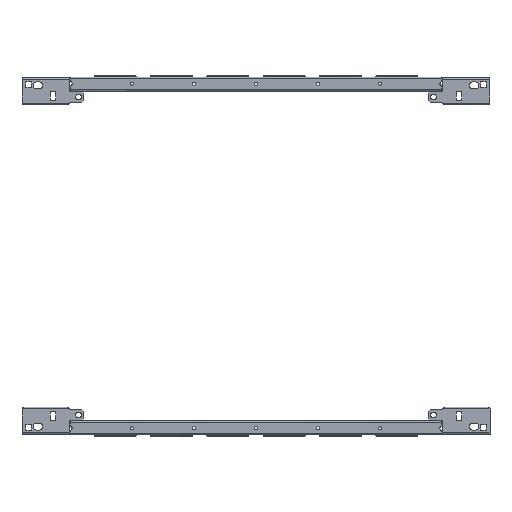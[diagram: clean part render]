
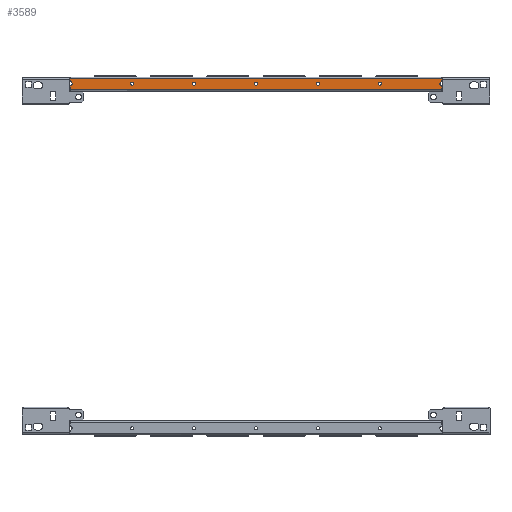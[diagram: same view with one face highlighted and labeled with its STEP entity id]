
A CAD part, front view. The second image highlights one B-rep face of the part: STEP entity #3589.
In plain terms, the highlighted planar face has unit normal (0, -1, 0).
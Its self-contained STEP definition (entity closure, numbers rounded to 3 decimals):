
#1466=FACE_BOUND('',#6631,.T.);
#1467=FACE_BOUND('',#6632,.T.);
#1468=FACE_BOUND('',#6633,.T.);
#1469=FACE_BOUND('',#6634,.T.);
#1470=FACE_BOUND('',#6635,.T.);
#1471=FACE_BOUND('',#6636,.T.);
#2427=CIRCLE('',#24074,3.5);
#2429=CIRCLE('',#24077,3.5);
#2431=CIRCLE('',#24080,3.5);
#2433=CIRCLE('',#24083,3.5);
#2435=CIRCLE('',#24086,3.5);
#2439=CIRCLE('',#24107,4.181);
#2440=CIRCLE('',#24108,4.318);
#3589=ADVANCED_FACE('F16',(#1466,#1467,#1468,#1469,#1470,#1471),#4113,.T.);
#4113=PLANE('',#24109);
#6631=EDGE_LOOP('',(#13408,#13409,#13410,#13411,#13412,#13413,#13414,#13415));
#6632=EDGE_LOOP('',(#13416));
#6633=EDGE_LOOP('',(#13417));
#6634=EDGE_LOOP('',(#13418));
#6635=EDGE_LOOP('',(#13419));
#6636=EDGE_LOOP('',(#13420));
#7107=B_SPLINE_CURVE_WITH_KNOTS('',1,(#29249,#29250),.UNSPECIFIED.,.F.,
 .F.,(2,2),(0.,1.),.UNSPECIFIED.);
#7109=B_SPLINE_CURVE_WITH_KNOTS('',1,(#29257,#29258),.UNSPECIFIED.,.F.,
 .F.,(2,2),(0.,1.),.UNSPECIFIED.);
#7113=B_SPLINE_CURVE_WITH_KNOTS('',1,(#29302,#29303),.UNSPECIFIED.,.F.,
 .F.,(2,2),(0.,1.),.UNSPECIFIED.);
#7115=B_SPLINE_CURVE_WITH_KNOTS('',1,(#29311,#29312),.UNSPECIFIED.,.F.,
 .F.,(2,2),(0.,1.),.UNSPECIFIED.);
#8308=B_SPLINE_CURVE_WITH_KNOTS('',3,(#60243,#60244,#60245,#60246),
 .UNSPECIFIED.,.F.,.F.,(4,4),(0.,1.),.UNSPECIFIED.);
#8309=B_SPLINE_CURVE_WITH_KNOTS('',1,(#60258,#60259),.UNSPECIFIED.,.F.,
 .F.,(2,2),(0.,1.),.UNSPECIFIED.);
#13408=ORIENTED_EDGE('',*,*,#17084,.T.);
#13409=ORIENTED_EDGE('',*,*,#19821,.T.);
#13410=ORIENTED_EDGE('',*,*,#17086,.T.);
#13411=ORIENTED_EDGE('',*,*,#19822,.T.);
#13412=ORIENTED_EDGE('',*,*,#17102,.T.);
#13413=ORIENTED_EDGE('',*,*,#19823,.T.);
#13414=ORIENTED_EDGE('',*,*,#17100,.T.);
#13415=ORIENTED_EDGE('',*,*,#19820,.T.);
#13416=ORIENTED_EDGE('',*,*,#19782,.T.);
#13417=ORIENTED_EDGE('',*,*,#19779,.T.);
#13418=ORIENTED_EDGE('',*,*,#19776,.T.);
#13419=ORIENTED_EDGE('',*,*,#19773,.T.);
#13420=ORIENTED_EDGE('',*,*,#19770,.T.);
#15036=VERTEX_POINT('',#29248);
#15037=VERTEX_POINT('',#29251);
#15038=VERTEX_POINT('',#29259);
#15039=VERTEX_POINT('',#29260);
#15046=VERTEX_POINT('',#29282);
#15052=VERTEX_POINT('',#29301);
#15053=VERTEX_POINT('',#29309);
#15055=VERTEX_POINT('',#29313);
#16667=VERTEX_POINT('',#60104);
#16669=VERTEX_POINT('',#60111);
#16671=VERTEX_POINT('',#60118);
#16673=VERTEX_POINT('',#60125);
#16675=VERTEX_POINT('',#60132);
#17084=EDGE_CURVE('E79',#15037,#15036,#7107,.T.);
#17086=EDGE_CURVE('',#15038,#15039,#7109,.T.);
#17100=EDGE_CURVE('E78',#15046,#15052,#7113,.T.);
#17102=EDGE_CURVE('',#15055,#15053,#7115,.T.);
#19770=EDGE_CURVE('E80',#16667,#16667,#2427,.T.);
#19773=EDGE_CURVE('E81',#16669,#16669,#2429,.T.);
#19776=EDGE_CURVE('E82',#16671,#16671,#2431,.T.);
#19779=EDGE_CURVE('E83',#16673,#16673,#2433,.T.);
#19782=EDGE_CURVE('E84',#16675,#16675,#2435,.T.);
#19820=EDGE_CURVE('E1',#15052,#15037,#8308,.T.);
#19821=EDGE_CURVE('',#15036,#15038,#2439,.T.);
#19822=EDGE_CURVE('E57',#15039,#15055,#8309,.T.);
#19823=EDGE_CURVE('',#15053,#15046,#2440,.T.);
#24074=AXIS2_PLACEMENT_3D('',#60105,#28051,#28052);
#24077=AXIS2_PLACEMENT_3D('',#60112,#28057,#28058);
#24080=AXIS2_PLACEMENT_3D('',#60119,#28063,#28064);
#24083=AXIS2_PLACEMENT_3D('',#60126,#28069,#28070);
#24086=AXIS2_PLACEMENT_3D('',#60133,#28075,#28076);
#24107=AXIS2_PLACEMENT_3D('',#60257,#28139,#28140);
#24108=AXIS2_PLACEMENT_3D('',#60260,#28141,#28142);
#24109=AXIS2_PLACEMENT_3D('',#60261,#28143,#28144);
#28051=DIRECTION('',(0.,1.,0.));
#28052=DIRECTION('',(0.,0.,1.));
#28057=DIRECTION('',(0.,1.,0.));
#28058=DIRECTION('',(0.,0.,1.));
#28063=DIRECTION('',(0.,1.,0.));
#28064=DIRECTION('',(0.,0.,1.));
#28069=DIRECTION('',(0.,1.,0.));
#28070=DIRECTION('',(0.,0.,1.));
#28075=DIRECTION('',(0.,1.,0.));
#28076=DIRECTION('',(0.,0.,1.));
#28139=DIRECTION('',(0.,1.,0.));
#28140=DIRECTION('',(0.,0.,-1.));
#28141=DIRECTION('',(0.,1.,0.));
#28142=DIRECTION('',(0.,0.,-1.));
#28143=DIRECTION('',(0.,-1.,0.));
#28144=DIRECTION('',(0.,0.,1.));
#29248=CARTESIAN_POINT('',(839.249,3852.002,227.677));
#29249=CARTESIAN_POINT('',(839.249,3852.002,219.358));
#29250=CARTESIAN_POINT('',(839.249,3852.002,242.357));
#29251=CARTESIAN_POINT('',(839.249,3852.002,219.357));
#29257=CARTESIAN_POINT('',(839.249,3852.002,219.358));
#29258=CARTESIAN_POINT('',(839.249,3852.002,242.357));
#29259=CARTESIAN_POINT('',(839.249,3852.002,236.039));
#29260=CARTESIAN_POINT('',(839.249,3852.002,242.357));
#29282=CARTESIAN_POINT('',(47.251,3852.002,227.54));
#29301=CARTESIAN_POINT('',(47.251,3852.002,219.357));
#29302=CARTESIAN_POINT('',(47.251,3852.002,242.358));
#29303=CARTESIAN_POINT('',(47.251,3852.002,219.358));
#29309=CARTESIAN_POINT('',(47.251,3852.002,236.176));
#29311=CARTESIAN_POINT('',(47.251,3852.002,242.358));
#29312=CARTESIAN_POINT('',(47.251,3852.002,219.358));
#29313=CARTESIAN_POINT('',(47.251,3852.002,242.357));
#60104=CARTESIAN_POINT('',(571.751,3852.002,231.858));
#60105=CARTESIAN_POINT('',(575.251,3852.002,231.858));
#60111=CARTESIAN_POINT('',(703.751,3852.002,231.858));
#60112=CARTESIAN_POINT('',(707.251,3852.002,231.858));
#60118=CARTESIAN_POINT('',(175.751,3852.002,231.858));
#60119=CARTESIAN_POINT('',(179.251,3852.002,231.858));
#60125=CARTESIAN_POINT('',(307.751,3852.002,231.858));
#60126=CARTESIAN_POINT('',(311.251,3852.002,231.858));
#60132=CARTESIAN_POINT('',(439.751,3852.002,231.858));
#60133=CARTESIAN_POINT('',(443.251,3852.002,231.858));
#60243=CARTESIAN_POINT('',(47.251,3852.002,219.358));
#60244=CARTESIAN_POINT('',(311.251,3852.002,219.358));
#60245=CARTESIAN_POINT('',(575.25,3852.002,219.358));
#60246=CARTESIAN_POINT('',(839.249,3852.002,219.358));
#60257=CARTESIAN_POINT('',(839.251,3852.002,231.858));
#60258=CARTESIAN_POINT('',(839.249,3852.002,242.357));
#60259=CARTESIAN_POINT('',(47.251,3852.002,242.357));
#60260=CARTESIAN_POINT('',(47.251,3852.002,231.858));
#60261=CARTESIAN_POINT('',(47.251,3852.002,242.358));
